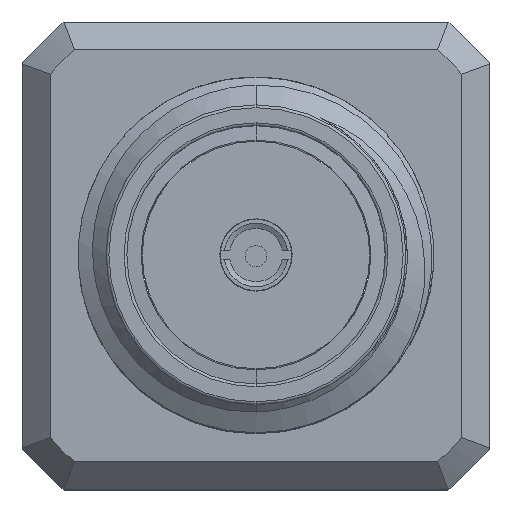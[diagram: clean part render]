
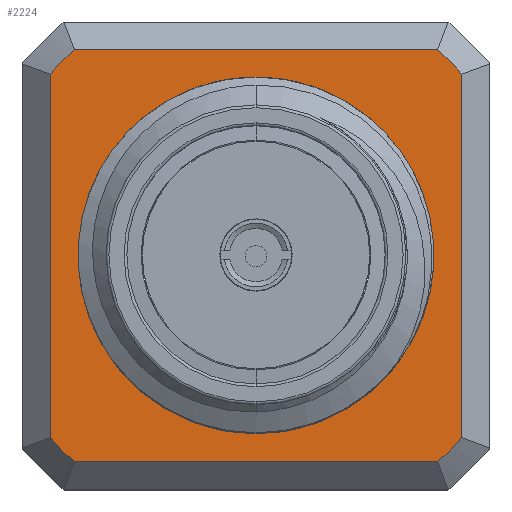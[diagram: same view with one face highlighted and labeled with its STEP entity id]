
A CAD part, top view. The second image highlights one B-rep face of the part: STEP entity #2224.
In plain terms, the highlighted planar face has unit normal (0, 0, 1).
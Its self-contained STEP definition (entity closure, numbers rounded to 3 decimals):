
#13 = CIRCLE ( 'NONE', #4542, 4.9 ) ;
#287 = CARTESIAN_POINT ( 'NONE',  ( 3.241, 3.675, 6.4 ) ) ;
#336 = ORIENTED_EDGE ( 'NONE', *, *, #2868, .T. ) ;
#484 = DIRECTION ( 'NONE',  ( 0., 0., 1. ) ) ;
#509 = AXIS2_PLACEMENT_3D ( 'NONE', #6519, #3543, #4641 ) ;
#511 = VECTOR ( 'NONE', #3289, 1000. ) ;
#689 = CARTESIAN_POINT ( 'NONE',  ( 3.675, -3.241, 6.4 ) ) ;
#801 = CARTESIAN_POINT ( 'NONE',  ( 3.675, 3.425, 6.4 ) ) ;
#812 = CARTESIAN_POINT ( 'NONE',  ( 3.425, -3.675, 6.4 ) ) ;
#834 = VECTOR ( 'NONE', #1942, 1000. ) ;
#996 = VERTEX_POINT ( 'NONE', #5656 ) ;
#1039 = ORIENTED_EDGE ( 'NONE', *, *, #3992, .T. ) ;
#1057 = PLANE ( 'NONE',  #2275 ) ;
#1156 = CARTESIAN_POINT ( 'NONE',  ( 0., 0., 6.4 ) ) ;
#1211 = ORIENTED_EDGE ( 'NONE', *, *, #1821, .F. ) ;
#1281 = CARTESIAN_POINT ( 'NONE',  ( 3.675, 3.241, 6.4 ) ) ;
#1363 = VECTOR ( 'NONE', #3370, 1000. ) ;
#1367 = DIRECTION ( 'NONE',  ( 0., 0., 1. ) ) ;
#1506 = EDGE_LOOP ( 'NONE', ( #4091, #1211 ) ) ;
#1634 = AXIS2_PLACEMENT_3D ( 'NONE', #1156, #7160, #7202 ) ;
#1712 = EDGE_CURVE ( 'NONE', #6332, #996, #2396, .T. ) ;
#1719 = CARTESIAN_POINT ( 'NONE',  ( 0., 0., 6.4 ) ) ;
#1757 = FACE_OUTER_BOUND ( 'NONE', #5217, .T. ) ;
#1802 = CARTESIAN_POINT ( 'NONE',  ( 3.241, -3.675, 6.4 ) ) ;
#1821 = EDGE_CURVE ( 'NONE', #6099, #6317, #7037, .T. ) ;
#1942 = DIRECTION ( 'NONE',  ( 0., 1., 0. ) ) ;
#1986 = CARTESIAN_POINT ( 'NONE',  ( -3.675, -3.425, 6.4 ) ) ;
#2139 = CARTESIAN_POINT ( 'NONE',  ( 0., 3.175, 6.4 ) ) ;
#2149 = DIRECTION ( 'NONE',  ( 1., 0., 0. ) ) ;
#2169 = DIRECTION ( 'NONE',  ( 1., 0., 0. ) ) ;
#2198 = CARTESIAN_POINT ( 'NONE',  ( -3.241, -3.675, 6.4 ) ) ;
#2224 = ADVANCED_FACE ( 'NONE', ( #7137, #1757 ), #1057, .T. ) ;
#2249 = VERTEX_POINT ( 'NONE', #2198 ) ;
#2275 = AXIS2_PLACEMENT_3D ( 'NONE', #1719, #7644, #2899 ) ;
#2396 = CIRCLE ( 'NONE', #2639, 4.9 ) ;
#2417 = CARTESIAN_POINT ( 'NONE',  ( -3.241, 3.675, 6.4 ) ) ;
#2433 = VERTEX_POINT ( 'NONE', #6045 ) ;
#2479 = ORIENTED_EDGE ( 'NONE', *, *, #5820, .T. ) ;
#2498 = EDGE_CURVE ( 'NONE', #2249, #3430, #2729, .T. ) ;
#2511 = EDGE_CURVE ( 'NONE', #2433, #2249, #13, .T. ) ;
#2639 = AXIS2_PLACEMENT_3D ( 'NONE', #3814, #3894, #2169 ) ;
#2729 = LINE ( 'NONE', #812, #6046 ) ;
#2787 = VERTEX_POINT ( 'NONE', #287 ) ;
#2868 = EDGE_CURVE ( 'NONE', #3430, #6019, #6411, .T. ) ;
#2891 = CARTESIAN_POINT ( 'NONE',  ( -3.425, 3.675, 6.4 ) ) ;
#2899 = DIRECTION ( 'NONE',  ( 1., 0., 0. ) ) ;
#3173 = CARTESIAN_POINT ( 'NONE',  ( 0., -3.175, 6.4 ) ) ;
#3289 = DIRECTION ( 'NONE',  ( 0., -1., 0. ) ) ;
#3370 = DIRECTION ( 'NONE',  ( -1., 0., 0. ) ) ;
#3430 = VERTEX_POINT ( 'NONE', #1802 ) ;
#3443 = CARTESIAN_POINT ( 'NONE',  ( 0., 0., 6.4 ) ) ;
#3543 = DIRECTION ( 'NONE',  ( 0., 0., 1. ) ) ;
#3814 = CARTESIAN_POINT ( 'NONE',  ( 0., 0., 6.4 ) ) ;
#3894 = DIRECTION ( 'NONE',  ( 0., 0., 1. ) ) ;
#3992 = EDGE_CURVE ( 'NONE', #4249, #2787, #4025, .T. ) ;
#4025 = CIRCLE ( 'NONE', #4646, 4.9 ) ;
#4091 = ORIENTED_EDGE ( 'NONE', *, *, #6363, .F. ) ;
#4149 = CIRCLE ( 'NONE', #1634, 3.175 ) ;
#4249 = VERTEX_POINT ( 'NONE', #1281 ) ;
#4542 = AXIS2_PLACEMENT_3D ( 'NONE', #3443, #484, #4585 ) ;
#4585 = DIRECTION ( 'NONE',  ( 1., 0., 0. ) ) ;
#4641 = DIRECTION ( 'NONE',  ( 1., 0., 0. ) ) ;
#4646 = AXIS2_PLACEMENT_3D ( 'NONE', #4978, #1367, #7372 ) ;
#4739 = DIRECTION ( 'NONE',  ( 1., 0., 0. ) ) ;
#4978 = CARTESIAN_POINT ( 'NONE',  ( 0., 0., 6.4 ) ) ;
#5054 = EDGE_CURVE ( 'NONE', #996, #2433, #6827, .T. ) ;
#5217 = EDGE_LOOP ( 'NONE', ( #6841, #6766, #6924, #336, #5264, #1039, #2479, #6090 ) ) ;
#5255 = LINE ( 'NONE', #2891, #1363 ) ;
#5264 = ORIENTED_EDGE ( 'NONE', *, *, #5302, .T. ) ;
#5302 = EDGE_CURVE ( 'NONE', #6019, #4249, #6734, .T. ) ;
#5378 = CARTESIAN_POINT ( 'NONE',  ( 0., 0., 6.4 ) ) ;
#5419 = DIRECTION ( 'NONE',  ( 0., 0., 1. ) ) ;
#5656 = CARTESIAN_POINT ( 'NONE',  ( -3.675, 3.241, 6.4 ) ) ;
#5802 = AXIS2_PLACEMENT_3D ( 'NONE', #5378, #5419, #4739 ) ;
#5820 = EDGE_CURVE ( 'NONE', #2787, #6332, #5255, .T. ) ;
#6019 = VERTEX_POINT ( 'NONE', #689 ) ;
#6045 = CARTESIAN_POINT ( 'NONE',  ( -3.675, -3.241, 6.4 ) ) ;
#6046 = VECTOR ( 'NONE', #2149, 1000. ) ;
#6090 = ORIENTED_EDGE ( 'NONE', *, *, #1712, .T. ) ;
#6099 = VERTEX_POINT ( 'NONE', #3173 ) ;
#6317 = VERTEX_POINT ( 'NONE', #2139 ) ;
#6332 = VERTEX_POINT ( 'NONE', #2417 ) ;
#6363 = EDGE_CURVE ( 'NONE', #6317, #6099, #4149, .T. ) ;
#6411 = CIRCLE ( 'NONE', #5802, 4.9 ) ;
#6519 = CARTESIAN_POINT ( 'NONE',  ( 0., 0., 6.4 ) ) ;
#6734 = LINE ( 'NONE', #801, #834 ) ;
#6766 = ORIENTED_EDGE ( 'NONE', *, *, #2511, .T. ) ;
#6827 = LINE ( 'NONE', #1986, #511 ) ;
#6841 = ORIENTED_EDGE ( 'NONE', *, *, #5054, .T. ) ;
#6924 = ORIENTED_EDGE ( 'NONE', *, *, #2498, .T. ) ;
#7037 = CIRCLE ( 'NONE', #509, 3.175 ) ;
#7137 = FACE_BOUND ( 'NONE', #1506, .T. ) ;
#7160 = DIRECTION ( 'NONE',  ( 0., 0., 1. ) ) ;
#7202 = DIRECTION ( 'NONE',  ( 1., 0., 0. ) ) ;
#7372 = DIRECTION ( 'NONE',  ( 1., 0., 0. ) ) ;
#7644 = DIRECTION ( 'NONE',  ( 0., 0., 1. ) ) ;
